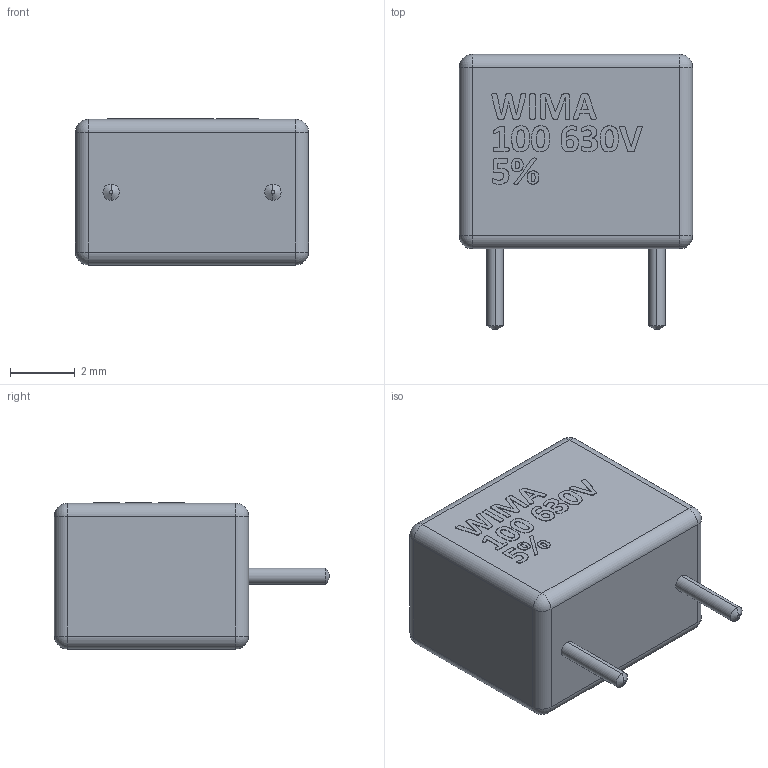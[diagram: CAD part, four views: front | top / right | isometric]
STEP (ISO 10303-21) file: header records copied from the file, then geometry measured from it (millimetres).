
FILE_DESCRIPTION(('FreeCAD Model'),'2;1');
FILE_NAME('testwima.step', '2018-08-18T03:06:58',('Author'),(''), 'Open CASCADE STEP processor 7.2','FreeCAD','Unknown');
FILE_SCHEMA(('AUTOMOTIVE_DESIGN { 1 0 10303 214 1 1 1 1 }'));
Length unit declared in the file: millimetre
Products named in the file (5): Fusion; User_Library-WIMA_Capacitor002; Extrude002; Extrude; Extrude001
Bounding box: 7.2 x 8.5 x 4.51 mm (x, y, z)
Surface area: 409.1 mm2
Topology: 17 solids, 17 shells, 698 faces, 1940 edges, 1264 vertices
Faces by surface type: extrusion 540, plane 102, cylinder 32, sphere 16, cone 8
Entity records: 49121 total; most frequent: CARTESIAN_POINT 13984, DIRECTION 4423, VECTOR 3953, ORIENTED_EDGE 3848, PCURVE 3848, DEFINITIONAL_REPRESENTATION 3848, LINE 3413, B_SPLINE_CURVE_WITH_KNOTS 2811
